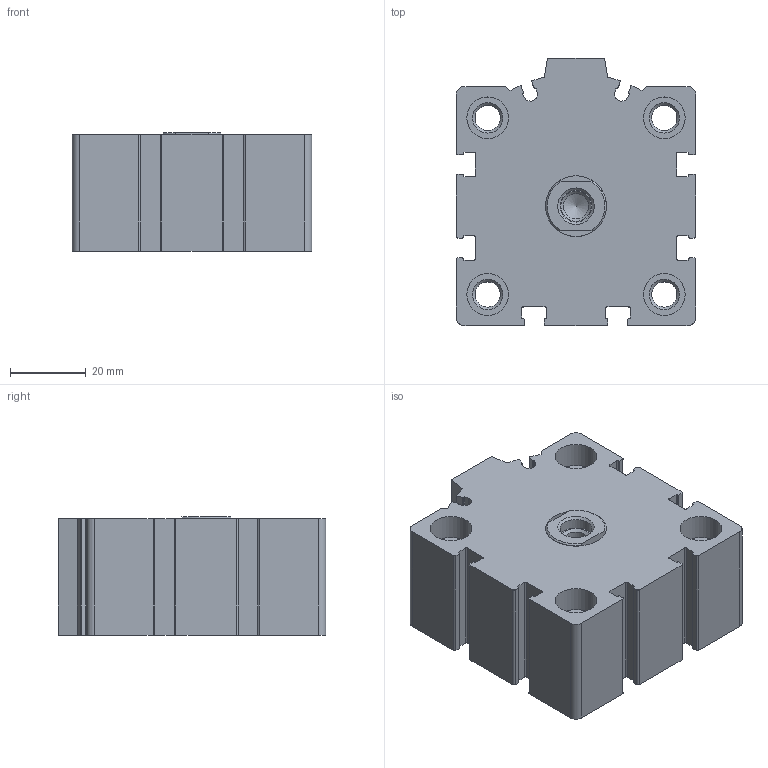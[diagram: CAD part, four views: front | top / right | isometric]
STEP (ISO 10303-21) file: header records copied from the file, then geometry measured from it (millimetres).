
FILE_DESCRIPTION(/* description */ ('STEP AP214'),/* implementation_level */ '2;1');
FILE_NAME(/* name */ '188254_AEVC-50-10-I-P',/* time_stamp */ '2024-08-02T19:24:05+02:00',/* author */ ('License CC BY-ND 4.0'),/* organization */ ('CADENAS'),/* preprocessor_version */ 'ST-DEVELOPER v19.3',/* originating_system */ 'PARTsolutions',/* authorisation */ ' ');
FILE_SCHEMA (('AUTOMOTIVE_DESIGN {1 0 10303 214 3 1 1}'));
Length unit declared in the file: millimetre
Products named in the file (3): 188254 AEVC-50-10-I-P---(asm_0); 188254 AEVC-50-10-I-P---(ZR); 188254 AEVC-50-10-I-P---(KS)
Assembly tree (2 placements, depth 2):
  188254 AEVC-50-10-I-P---(asm_0)
    188254 AEVC-50-10-I-P---(ZR)
    188254 AEVC-50-10-I-P---(KS)
Bounding box: 63 x 70.5 x 31.1 mm (x, y, z)
Volume: 92231.6 mm3; surface area: 36258.1 mm2
Topology: 2 solids, 2 shells, 192 faces, 519 edges, 345 vertices
Faces by surface type: cylinder 90, plane 88, cone 14
Full cylindrical faces by diameter (mm): 4 x1, 6.647 x5, 8.4 x1, 8.566 x1, 11 x8, 16 x2, 50 x2
Entity records: 5935 total; most frequent: DIRECTION 1058, CARTESIAN_POINT 1018, ORIENTED_EDGE 952, EDGE_CURVE 476, AXIS2_PLACEMENT_3D 391, VERTEX_POINT 335, LINE 276, VECTOR 276
